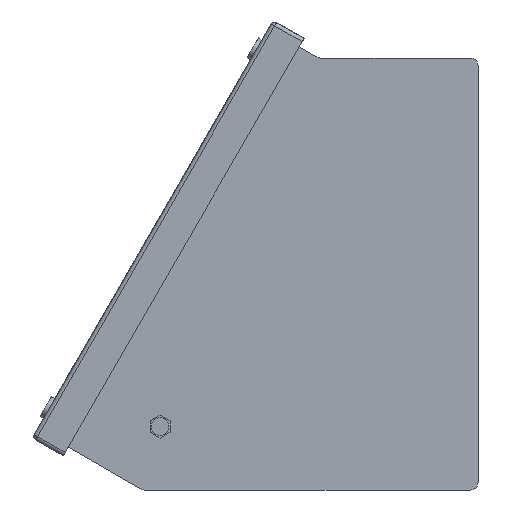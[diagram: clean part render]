
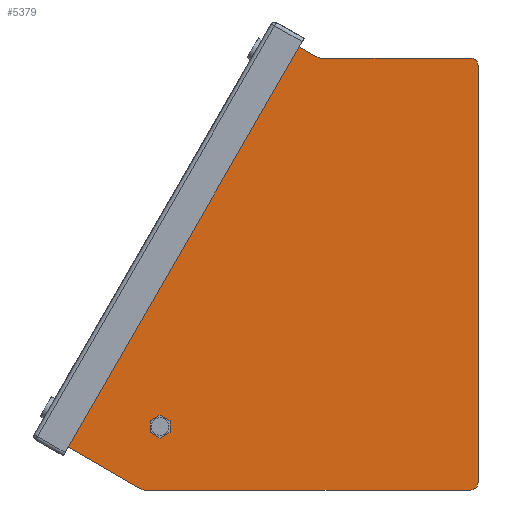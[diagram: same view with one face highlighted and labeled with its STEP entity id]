
A CAD part, left-side view. The second image highlights one B-rep face of the part: STEP entity #5379.
In plain terms, the highlighted planar face has unit normal (-1, 0, 0).
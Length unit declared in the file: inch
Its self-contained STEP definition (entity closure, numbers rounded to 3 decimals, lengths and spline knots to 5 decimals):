
#434 = CARTESIAN_POINT ( 'NONE',  ( -10.69016, 2.43783, 0.19008 ) ) ;
#649 = VERTEX_POINT ( 'NONE', #10527 ) ;
#806 = DIRECTION ( 'NONE',  ( 0., 0., -1. ) ) ;
#1209 = ORIENTED_EDGE ( 'NONE', *, *, #17932, .F. ) ;
#1645 = DIRECTION ( 'NONE',  ( 1., 0., 0. ) ) ;
#2346 = ORIENTED_EDGE ( 'NONE', *, *, #5234, .F. ) ;
#2372 = CARTESIAN_POINT ( 'NONE',  ( -10.69016, -0.03029, -6.58992 ) ) ;
#2401 = DIRECTION ( 'NONE',  ( 0., 0., -1. ) ) ;
#2426 = VERTEX_POINT ( 'NONE', #18812 ) ;
#2491 = LINE ( 'NONE', #8447, #14539 ) ;
#2616 = EDGE_CURVE ( 'NONE', #18838, #13777, #14778, .T. ) ;
#2778 = CARTESIAN_POINT ( 'NONE',  ( -10.69016, 5.20435, -6.71 ) ) ;
#2863 = CARTESIAN_POINT ( 'NONE',  ( -10.69016, 3.19161, 0.34796 ) ) ;
#3298 = DIRECTION ( 'NONE',  ( 1., 0., 0. ) ) ;
#3549 = FACE_BOUND ( 'NONE', #15158, .T. ) ;
#3743 = DIRECTION ( 'NONE',  ( 1., 0., 0. ) ) ;
#3820 = DIRECTION ( 'NONE',  ( 1., 0., 0. ) ) ;
#4255 = DIRECTION ( 'NONE',  ( 0., 0.866, 0.5 ) ) ;
#4429 = ORIENTED_EDGE ( 'NONE', *, *, #18912, .T. ) ;
#4575 = CARTESIAN_POINT ( 'NONE',  ( -10.69016, -0.03029, -0.05008 ) ) ;
#4705 = LINE ( 'NONE', #12187, #15784 ) ;
#4723 = AXIS2_PLACEMENT_3D ( 'NONE', #11275, #11183, #2401 ) ;
#4738 = DIRECTION ( 'NONE',  ( -1., 0., 0. ) ) ;
#4960 = DIRECTION ( 'NONE',  ( 0., 0., -1. ) ) ;
#4977 = AXIS2_PLACEMENT_3D ( 'NONE', #6438, #3298, #4960 ) ;
#4999 = AXIS2_PLACEMENT_3D ( 'NONE', #18581, #3820, #6861 ) ;
#5035 = CARTESIAN_POINT ( 'NONE',  ( -10.69016, 0.08979, 0.07 ) ) ;
#5123 = FACE_OUTER_BOUND ( 'NONE', #16499, .T. ) ;
#5187 = VERTEX_POINT ( 'NONE', #7091 ) ;
#5234 = EDGE_CURVE ( 'NONE', #8596, #16678, #2491, .T. ) ;
#5375 = VECTOR ( 'NONE', #15894, 39.37008 ) ;
#5379 = ADVANCED_FACE ( 'NONE', ( #3549, #5123 ), #17157, .F. ) ;
#5621 = CIRCLE ( 'NONE', #11793, 0.14 ) ;
#5754 = EDGE_CURVE ( 'NONE', #13777, #10973, #4705, .T. ) ;
#5840 = CIRCLE ( 'NONE', #12650, 0.12008 ) ;
#6212 = DIRECTION ( 'NONE',  ( 0., 0., 1. ) ) ;
#6302 = CIRCLE ( 'NONE', #4723, 0.14 ) ;
#6395 = VERTEX_POINT ( 'NONE', #17295 ) ;
#6438 = CARTESIAN_POINT ( 'NONE',  ( -10.69016, 0.08979, -6.58992 ) ) ;
#6441 = VERTEX_POINT ( 'NONE', #11384 ) ;
#6861 = DIRECTION ( 'NONE',  ( 0., 0., -1. ) ) ;
#6996 = EDGE_CURVE ( 'NONE', #10603, #2426, #14921, .T. ) ;
#7091 = CARTESIAN_POINT ( 'NONE',  ( -10.69016, 0.08979, -6.71 ) ) ;
#7238 = CARTESIAN_POINT ( 'NONE',  ( -10.69016, 6.69876, -5.72712 ) ) ;
#7463 = ORIENTED_EDGE ( 'NONE', *, *, #12196, .F. ) ;
#7759 = LINE ( 'NONE', #13680, #12445 ) ;
#7827 = EDGE_CURVE ( 'NONE', #6441, #10987, #5621, .T. ) ;
#7924 = CARTESIAN_POINT ( 'NONE',  ( -10.69016, 6.65481, -5.89115 ) ) ;
#8401 = ORIENTED_EDGE ( 'NONE', *, *, #2616, .F. ) ;
#8447 = CARTESIAN_POINT ( 'NONE',  ( -10.69016, 3.19161, 0.34796 ) ) ;
#8557 = CARTESIAN_POINT ( 'NONE',  ( -10.69016, 3.02757, 0.39191 ) ) ;
#8596 = VERTEX_POINT ( 'NONE', #7238 ) ;
#8665 = AXIS2_PLACEMENT_3D ( 'NONE', #9402, #3743, #806 ) ;
#9024 = EDGE_CURVE ( 'NONE', #2426, #18540, #19230, .T. ) ;
#9302 = DIRECTION ( 'NONE',  ( 0., -0.5, 0.866 ) ) ;
#9402 = CARTESIAN_POINT ( 'NONE',  ( -10.69016, 3.08761, 0.28792 ) ) ;
#10402 = DIRECTION ( 'NONE',  ( 0., 0., -1. ) ) ;
#10527 = CARTESIAN_POINT ( 'NONE',  ( -10.69016, 2.43783, 0.07 ) ) ;
#10559 = CIRCLE ( 'NONE', #4977, 0.12008 ) ;
#10603 = VERTEX_POINT ( 'NONE', #2778 ) ;
#10670 = LINE ( 'NONE', #5035, #12054 ) ;
#10718 = EDGE_CURVE ( 'NONE', #6395, #649, #15919, .T. ) ;
#10883 = ORIENTED_EDGE ( 'NONE', *, *, #7827, .T. ) ;
#10973 = VERTEX_POINT ( 'NONE', #2372 ) ;
#10987 = VERTEX_POINT ( 'NONE', #15892 ) ;
#11052 = LINE ( 'NONE', #16972, #5375 ) ;
#11183 = DIRECTION ( 'NONE',  ( 1., 0., 0. ) ) ;
#11275 = CARTESIAN_POINT ( 'NONE',  ( -10.69016, 4.96005, -5.71509 ) ) ;
#11384 = CARTESIAN_POINT ( 'NONE',  ( -10.69016, 4.96005, -5.57509 ) ) ;
#11620 = EDGE_CURVE ( 'NONE', #10973, #5187, #10559, .T. ) ;
#11793 = AXIS2_PLACEMENT_3D ( 'NONE', #17772, #1645, #10402 ) ;
#11924 = DIRECTION ( 'NONE',  ( 0., -0.866, -0.5 ) ) ;
#12037 = EDGE_CURVE ( 'NONE', #649, #18838, #10670, .T. ) ;
#12054 = VECTOR ( 'NONE', #12318, 39.37008 ) ;
#12134 = ORIENTED_EDGE ( 'NONE', *, *, #12037, .F. ) ;
#12187 = CARTESIAN_POINT ( 'NONE',  ( -10.69016, -0.03029, -6.58992 ) ) ;
#12196 = EDGE_CURVE ( 'NONE', #5187, #10603, #11052, .T. ) ;
#12318 = DIRECTION ( 'NONE',  ( 0., -1., 0. ) ) ;
#12373 = ORIENTED_EDGE ( 'NONE', *, *, #10718, .F. ) ;
#12441 = VERTEX_POINT ( 'NONE', #8557 ) ;
#12445 = VECTOR ( 'NONE', #11924, 39.37008 ) ;
#12563 = DIRECTION ( 'NONE',  ( 0., 0., -1. ) ) ;
#12650 = AXIS2_PLACEMENT_3D ( 'NONE', #13004, #18832, #17196 ) ;
#13004 = CARTESIAN_POINT ( 'NONE',  ( -10.69016, 3.08761, 0.28792 ) ) ;
#13113 = CARTESIAN_POINT ( 'NONE',  ( -10.69016, 6.65481, -5.89115 ) ) ;
#13117 = AXIS2_PLACEMENT_3D ( 'NONE', #434, #4738, #6212 ) ;
#13239 = DIRECTION ( 'NONE',  ( 1., 0., 0. ) ) ;
#13680 = CARTESIAN_POINT ( 'NONE',  ( -10.69016, 2.49787, 0.08609 ) ) ;
#13777 = VERTEX_POINT ( 'NONE', #4575 ) ;
#13892 = CARTESIAN_POINT ( 'NONE',  ( -10.69016, 0.08979, 0.07 ) ) ;
#14040 = EDGE_CURVE ( 'NONE', #16678, #12441, #5840, .T. ) ;
#14152 = ORIENTED_EDGE ( 'NONE', *, *, #6996, .F. ) ;
#14539 = VECTOR ( 'NONE', #9302, 39.37008 ) ;
#14778 = CIRCLE ( 'NONE', #16646, 0.12008 ) ;
#14820 = EDGE_CURVE ( 'NONE', #18540, #8596, #17013, .T. ) ;
#14899 = ORIENTED_EDGE ( 'NONE', *, *, #5754, .F. ) ;
#14921 = CIRCLE ( 'NONE', #4999, 0.12008 ) ;
#15021 = VECTOR ( 'NONE', #4255, 39.37008 ) ;
#15158 = EDGE_LOOP ( 'NONE', ( #4429, #10883 ) ) ;
#15784 = VECTOR ( 'NONE', #18094, 39.37008 ) ;
#15892 = CARTESIAN_POINT ( 'NONE',  ( -10.69016, 4.96005, -5.85509 ) ) ;
#15894 = DIRECTION ( 'NONE',  ( 0., 1., 0. ) ) ;
#15919 = CIRCLE ( 'NONE', #13117, 0.12008 ) ;
#16203 = ORIENTED_EDGE ( 'NONE', *, *, #9024, .F. ) ;
#16499 = EDGE_LOOP ( 'NONE', ( #17535, #2346, #18148, #16203, #14152, #7463, #17423, #14899, #8401, #12134, #12373, #1209 ) ) ;
#16646 = AXIS2_PLACEMENT_3D ( 'NONE', #17706, #13239, #19162 ) ;
#16678 = VERTEX_POINT ( 'NONE', #2863 ) ;
#16933 = DIRECTION ( 'NONE',  ( 1., 0., 0. ) ) ;
#16972 = CARTESIAN_POINT ( 'NONE',  ( -10.69016, 5.20435, -6.71 ) ) ;
#17013 = CIRCLE ( 'NONE', #18855, 0.12008 ) ;
#17157 = PLANE ( 'NONE',  #8665 ) ;
#17196 = DIRECTION ( 'NONE',  ( 0., 0., -1. ) ) ;
#17295 = CARTESIAN_POINT ( 'NONE',  ( -10.69016, 2.49787, 0.08609 ) ) ;
#17423 = ORIENTED_EDGE ( 'NONE', *, *, #11620, .F. ) ;
#17535 = ORIENTED_EDGE ( 'NONE', *, *, #14040, .F. ) ;
#17706 = CARTESIAN_POINT ( 'NONE',  ( -10.69016, 0.08979, -0.05008 ) ) ;
#17772 = CARTESIAN_POINT ( 'NONE',  ( -10.69016, 4.96005, -5.71509 ) ) ;
#17932 = EDGE_CURVE ( 'NONE', #12441, #6395, #7759, .T. ) ;
#18094 = DIRECTION ( 'NONE',  ( 0., 0., -1. ) ) ;
#18148 = ORIENTED_EDGE ( 'NONE', *, *, #14820, .F. ) ;
#18382 = CARTESIAN_POINT ( 'NONE',  ( -10.69016, 6.59477, -5.78716 ) ) ;
#18540 = VERTEX_POINT ( 'NONE', #7924 ) ;
#18581 = CARTESIAN_POINT ( 'NONE',  ( -10.69016, 5.20435, -6.58992 ) ) ;
#18812 = CARTESIAN_POINT ( 'NONE',  ( -10.69016, 5.26439, -6.69391 ) ) ;
#18832 = DIRECTION ( 'NONE',  ( 1., 0., 0. ) ) ;
#18838 = VERTEX_POINT ( 'NONE', #13892 ) ;
#18855 = AXIS2_PLACEMENT_3D ( 'NONE', #18382, #16933, #12563 ) ;
#18912 = EDGE_CURVE ( 'NONE', #10987, #6441, #6302, .T. ) ;
#19162 = DIRECTION ( 'NONE',  ( 0., 0., -1. ) ) ;
#19230 = LINE ( 'NONE', #13113, #15021 ) ;
